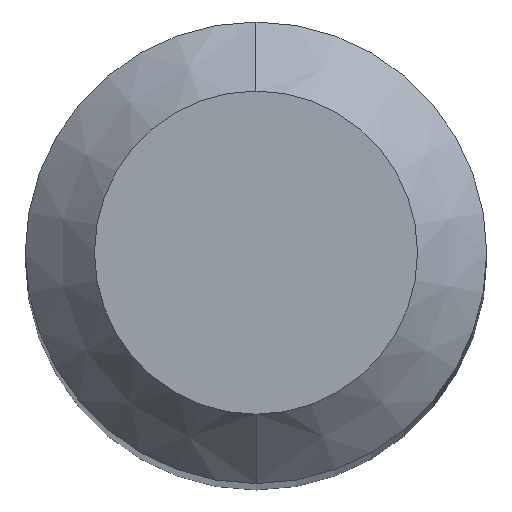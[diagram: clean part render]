
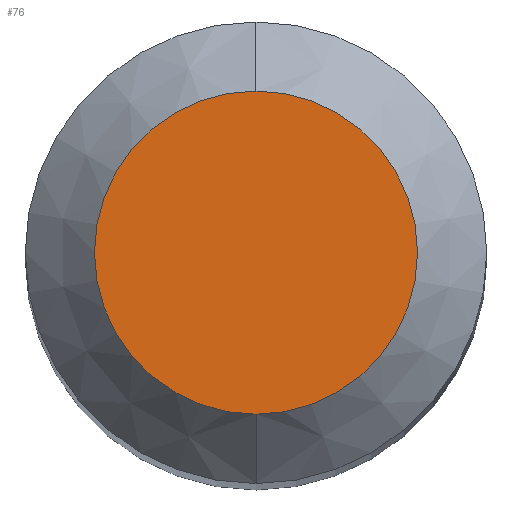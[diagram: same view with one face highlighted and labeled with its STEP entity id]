
A CAD part, top view. The second image highlights one B-rep face of the part: STEP entity #76.
In plain terms, the highlighted planar face has unit normal (0, 0, 1).
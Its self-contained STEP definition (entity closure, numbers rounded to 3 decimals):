
#76=ADVANCED_FACE('',(#165),#166,.T.);
#165=FACE_OUTER_BOUND('',#269,.T.);
#166=PLANE('',#270);
#269=EDGE_LOOP('',(#397,#398));
#270=AXIS2_PLACEMENT_3D('',#399,#400,#401);
#397=ORIENTED_EDGE('',*,*,#564,.F.);
#398=ORIENTED_EDGE('',*,*,#575,.F.);
#399=CARTESIAN_POINT('',(0.,0.7,32.657));
#400=DIRECTION('',(0.,0.,1.0));
#401=DIRECTION('',(0.,-1.0,0.));
#564=EDGE_CURVE('',#670,#672,#673,.T.);
#575=EDGE_CURVE('',#672,#670,#686,.T.);
#670=VERTEX_POINT('',#786);
#672=VERTEX_POINT('',#789);
#673=CIRCLE('',#790,1.4);
#686=CIRCLE('',#806,1.4);
#786=CARTESIAN_POINT('',(0.,1.4,32.657));
#789=CARTESIAN_POINT('',(0.,-1.4,32.657));
#790=AXIS2_PLACEMENT_3D('',#896,#897,#898);
#806=AXIS2_PLACEMENT_3D('',#911,#912,#913);
#896=CARTESIAN_POINT('',(0.,0.,32.657));
#897=DIRECTION('',(0.,0.0,-1.0));
#898=DIRECTION('',(0.0,1.0,0.0));
#911=CARTESIAN_POINT('',(0.,0.,32.657));
#912=DIRECTION('',(0.,0.0,-1.0));
#913=DIRECTION('',(0.0,1.0,0.0));
